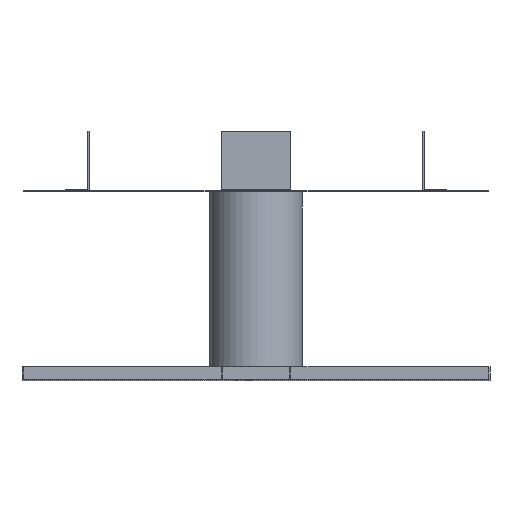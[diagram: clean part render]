
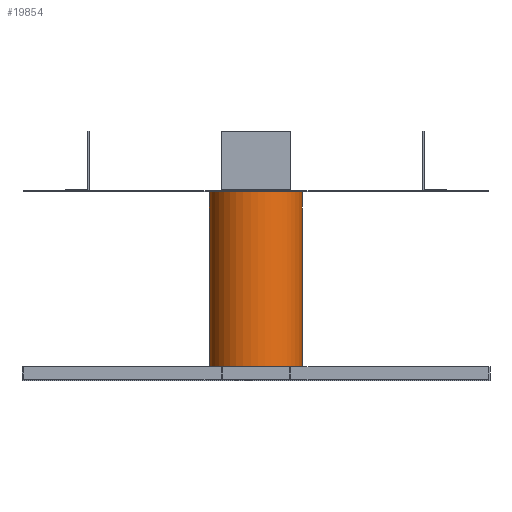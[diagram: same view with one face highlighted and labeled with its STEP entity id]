
A CAD part, front view. The second image highlights one B-rep face of the part: STEP entity #19854.
In plain terms, the highlighted free-form (B-spline) face has degree [2, 1] with [9, 2] control points.
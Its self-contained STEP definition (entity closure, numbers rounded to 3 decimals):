
#19774 = EDGE_CURVE('',#19775,#19775,#19777,.T.);
#19775 = VERTEX_POINT('',#19776);
#19776 = CARTESIAN_POINT('',(-56.167,0.,
    -225.971));
#19777 = ( BOUNDED_CURVE() B_SPLINE_CURVE(2,(#19778,#19779,#19780,#19781
    ,#19782,#19783,#19784),.UNSPECIFIED.,.T.,.F.) 
B_SPLINE_CURVE_WITH_KNOTS((3,2,2,3),(3.142,5.236,
7.33,9.425),.PIECEWISE_BEZIER_KNOTS.) CURVE() 
GEOMETRIC_REPRESENTATION_ITEM() RATIONAL_B_SPLINE_CURVE((1.,0.5,1.,0.5,
1.,0.5,1.)) REPRESENTATION_ITEM('') );
#19778 = CARTESIAN_POINT('',(-56.167,0.,
    -225.971));
#19779 = CARTESIAN_POINT('',(-56.167,-97.284,
    -225.971));
#19780 = CARTESIAN_POINT('',(28.083,-48.642,
    -225.971));
#19781 = CARTESIAN_POINT('',(112.334,0.,
    -225.971));
#19782 = CARTESIAN_POINT('',(28.083,48.642,
    -225.971));
#19783 = CARTESIAN_POINT('',(-56.167,97.284,
    -225.971));
#19784 = CARTESIAN_POINT('',(-56.167,0.,
    -225.971));
#19854 = ADVANCED_FACE('',(#19855),#19876,.T.);
#19855 = FACE_BOUND('',#19856,.T.);
#19856 = EDGE_LOOP('',(#19857,#19858,#19865,#19875));
#19857 = ORIENTED_EDGE('',*,*,#19774,.T.);
#19858 = ORIENTED_EDGE('',*,*,#19859,.T.);
#19859 = EDGE_CURVE('',#19775,#19860,#19862,.T.);
#19860 = VERTEX_POINT('',#19861);
#19861 = CARTESIAN_POINT('',(-56.167,0.,0.));
#19862 = B_SPLINE_CURVE_WITH_KNOTS('',1,(#19863,#19864),.UNSPECIFIED.,
  .F.,.F.,(2,2),(-160.929,0.),.PIECEWISE_BEZIER_KNOTS.);
#19863 = CARTESIAN_POINT('',(-56.167,0.,
    -225.971));
#19864 = CARTESIAN_POINT('',(-56.167,0.,0.));
#19865 = ORIENTED_EDGE('',*,*,#19866,.F.);
#19866 = EDGE_CURVE('',#19860,#19860,#19867,.T.);
#19867 = ( BOUNDED_CURVE() B_SPLINE_CURVE(2,(#19868,#19869,#19870,#19871
    ,#19872,#19873,#19874),.UNSPECIFIED.,.T.,.F.) 
B_SPLINE_CURVE_WITH_KNOTS((3,2,2,3),(3.142,5.236,
7.33,9.425),.PIECEWISE_BEZIER_KNOTS.) CURVE() 
GEOMETRIC_REPRESENTATION_ITEM() RATIONAL_B_SPLINE_CURVE((1.,0.5,1.,0.5,
1.,0.5,1.)) REPRESENTATION_ITEM('') );
#19868 = CARTESIAN_POINT('',(-56.167,0.,0.));
#19869 = CARTESIAN_POINT('',(-56.167,-97.284,0.));
#19870 = CARTESIAN_POINT('',(28.083,-48.642,0.));
#19871 = CARTESIAN_POINT('',(112.334,0.,0.));
#19872 = CARTESIAN_POINT('',(28.083,48.642,0.));
#19873 = CARTESIAN_POINT('',(-56.167,97.284,0.));
#19874 = CARTESIAN_POINT('',(-56.167,0.,0.));
#19875 = ORIENTED_EDGE('',*,*,#19859,.F.);
#19876 = ( BOUNDED_SURFACE() B_SPLINE_SURFACE(2,1,(
    (#19877,#19878)
    ,(#19879,#19880)
    ,(#19881,#19882)
    ,(#19883,#19884)
    ,(#19885,#19886)
    ,(#19887,#19888)
    ,(#19889,#19890)
    ,(#19891,#19892)
    ,(#19893,#19894
)),.UNSPECIFIED.,.T.,.F.,.F.) B_SPLINE_SURFACE_WITH_KNOTS((3,2,2,2,3),(2
    ,2),(-3.142,-2.094,0.,2.094,3.142)
,(0.,160.929),.UNSPECIFIED.) GEOMETRIC_REPRESENTATION_ITEM() 
RATIONAL_B_SPLINE_SURFACE((
    (0.75,0.75)
    ,(0.75,0.75)
    ,(1.,1.)
    ,(0.5,0.5)
    ,(1.,1.)
    ,(0.5,0.5)
    ,(1.,1.)
    ,(0.75,0.75)
,(0.75,0.75))) REPRESENTATION_ITEM('') SURFACE() );
#19877 = CARTESIAN_POINT('',(-56.167,0.,0.));
#19878 = CARTESIAN_POINT('',(-56.167,0.,-225.971));
#19879 = CARTESIAN_POINT('',(-56.167,32.428,0.));
#19880 = CARTESIAN_POINT('',(-56.167,32.428,
    -225.971));
#19881 = CARTESIAN_POINT('',(-28.083,48.642,0.));
#19882 = CARTESIAN_POINT('',(-28.083,48.642,
    -225.971));
#19883 = CARTESIAN_POINT('',(56.167,97.284,0.));
#19884 = CARTESIAN_POINT('',(56.167,97.284,
    -225.971));
#19885 = CARTESIAN_POINT('',(56.167,0.,0.));
#19886 = CARTESIAN_POINT('',(56.167,0.,-225.971));
#19887 = CARTESIAN_POINT('',(56.167,-97.284,0.));
#19888 = CARTESIAN_POINT('',(56.167,-97.284,
    -225.971));
#19889 = CARTESIAN_POINT('',(-28.083,-48.642,0.));
#19890 = CARTESIAN_POINT('',(-28.083,-48.642,
    -225.971));
#19891 = CARTESIAN_POINT('',(-56.167,-32.428,0.));
#19892 = CARTESIAN_POINT('',(-56.167,-32.428,
    -225.971));
#19893 = CARTESIAN_POINT('',(-56.167,0.,0.));
#19894 = CARTESIAN_POINT('',(-56.167,0.,-225.971));
